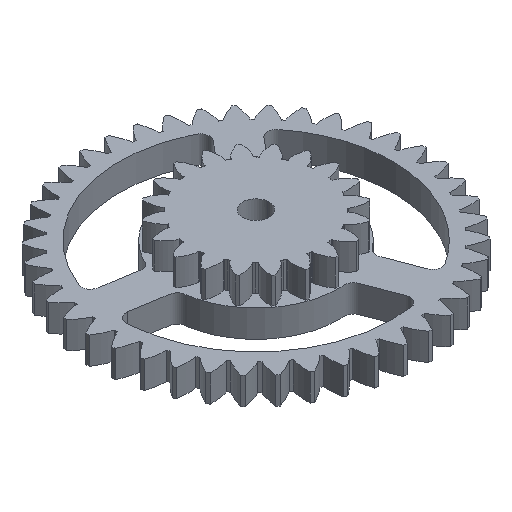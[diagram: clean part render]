
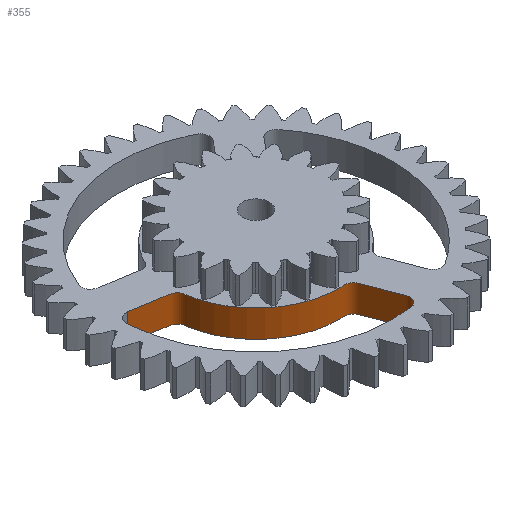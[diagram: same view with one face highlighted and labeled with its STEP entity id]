
A CAD part, isometric view. The second image highlights one B-rep face of the part: STEP entity #355.
In plain terms, the highlighted free-form (B-spline) face has degree [1, 2] with [2, 15] control points.
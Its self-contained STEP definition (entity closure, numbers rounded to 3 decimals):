
#355=ADVANCED_FACE('',(#687),#5481,.T.);
#687=FACE_OUTER_BOUND('',#1019,.T.);
#1019=EDGE_LOOP('',(#2921,#2922,#2923,#2924));
#2921=ORIENTED_EDGE('',*,*,#3877,.T.);
#2922=ORIENTED_EDGE('',*,*,#3866,.F.);
#2923=ORIENTED_EDGE('',*,*,#3867,.F.);
#2924=ORIENTED_EDGE('',*,*,#3865,.T.);
#3865=EDGE_CURVE('',#5461,#5469,#3891,.T.);
#3866=EDGE_CURVE('',#5462,#5470,#3892,.T.);
#3867=EDGE_CURVE('',#5461,#5462,#4831,.T.);
#3877=EDGE_CURVE('',#5469,#5470,#4835,.T.);
#3891=(
BOUNDED_CURVE()
B_SPLINE_CURVE(3,(#11985,#11986,#11987,#11988,#11989,#11990,#11991,#11992,
#11993,#11994,#11995,#11996,#11997,#11998,#11999,#12000,#12001,#12002,#12003,
#12004,#12005,#12006),.UNSPECIFIED.,.F.,.F.)
B_SPLINE_CURVE_WITH_KNOTS((4,3,3,3,3,3,3,4),(0.,4.081,5.353,
19.12,20.392,24.473,25.365,26.258),
 .UNSPECIFIED.)
CURVE()
GEOMETRIC_REPRESENTATION_ITEM()
RATIONAL_B_SPLINE_CURVE((1.,1.,1.,1.,0.87,0.87,
1.,0.822,0.822,1.,0.87,0.87,
1.,1.,1.,1.,0.935,0.935,1.,0.935,0.935,
1.))
REPRESENTATION_ITEM('')
);
#3892=(
BOUNDED_CURVE()
B_SPLINE_CURVE(3,(#12007,#12008,#12009,#12010,#12011,#12012,#12013,#12014,
#12015,#12016,#12017,#12018,#12019,#12020,#12021,#12022,#12023,#12024,#12025,
#12026,#12027,#12028),.UNSPECIFIED.,.F.,.F.)
B_SPLINE_CURVE_WITH_KNOTS((4,3,3,3,3,3,3,4),(0.,4.081,5.353,
19.12,20.392,24.473,25.365,26.258),
 .UNSPECIFIED.)
CURVE()
GEOMETRIC_REPRESENTATION_ITEM()
RATIONAL_B_SPLINE_CURVE((1.,1.,1.,1.,0.87,0.87,
1.,0.822,0.822,1.,0.87,0.87,
1.,1.,1.,1.,0.935,0.935,1.,0.935,0.935,
1.))
REPRESENTATION_ITEM('')
);
#4831=B_SPLINE_CURVE_WITH_KNOTS('',1,(#12029,#12030),.UNSPECIFIED.,.F.,
 .F.,(2,2),(6.494,9.494),.UNSPECIFIED.);
#4835=B_SPLINE_CURVE_WITH_KNOTS('',1,(#12111,#12112),.UNSPECIFIED.,.F.,
 .F.,(2,2),(6.494,9.494),.UNSPECIFIED.);
#5461=VERTEX_POINT('',#10151);
#5462=VERTEX_POINT('',#10152);
#5469=VERTEX_POINT('',#10159);
#5470=VERTEX_POINT('',#10160);
#5481=(
BOUNDED_SURFACE()
B_SPLINE_SURFACE(1,2,((#9755,#9756,#9757,#9758,#9759,#9760,#9761,#9762,
#9763,#9764,#9765,#9766,#9767,#9768,#9769),(#9770,#9771,#9772,#9773,#9774,
#9775,#9776,#9777,#9778,#9779,#9780,#9781,#9782,#9783,#9784)),
 .UNSPECIFIED.,.F.,.F.,.F.)
B_SPLINE_SURFACE_WITH_KNOTS((2,2),(3,2,2,2,2,2,2,3),(0.,20.183),
(176.971,177.863,178.756,182.837,184.109,
197.879,199.151,203.232),.UNSPECIFIED.)
GEOMETRIC_REPRESENTATION_ITEM()
RATIONAL_B_SPLINE_SURFACE(((1.,0.902,1.,0.902,1.,
1.,1.,0.804,1.,0.733,1.,0.804,1.,1.,
1.),(1.,0.902,1.,0.902,1.,1.,1.,0.804,
1.,0.733,1.,0.804,1.,1.,1.)))
REPRESENTATION_ITEM('')
SURFACE()
);
#9755=CARTESIAN_POINT('',(277.589,526.09,-133.981));
#9756=CARTESIAN_POINT('',(278.071,526.161,-133.981));
#9757=CARTESIAN_POINT('',(278.319,526.582,-133.981));
#9758=CARTESIAN_POINT('',(278.566,527.003,-133.981));
#9759=CARTESIAN_POINT('',(278.393,527.459,-133.981));
#9760=CARTESIAN_POINT('',(277.658,529.406,-133.981));
#9761=CARTESIAN_POINT('',(276.922,531.353,-133.981));
#9762=CARTESIAN_POINT('',(276.656,532.058,-133.981));
#9763=CARTESIAN_POINT('',(275.904,532.011,-133.981));
#9764=CARTESIAN_POINT('',(267.207,531.466,-133.981));
#9765=CARTESIAN_POINT('',(266.024,540.1,-133.981));
#9766=CARTESIAN_POINT('',(265.921,540.846,-133.981));
#9767=CARTESIAN_POINT('',(265.178,540.968,-133.981));
#9768=CARTESIAN_POINT('',(263.124,541.305,-133.981));
#9769=CARTESIAN_POINT('',(261.07,541.641,-133.981));
#9770=CARTESIAN_POINT('',(277.589,526.09,-113.394));
#9771=CARTESIAN_POINT('',(278.071,526.161,-113.394));
#9772=CARTESIAN_POINT('',(278.319,526.582,-113.394));
#9773=CARTESIAN_POINT('',(278.566,527.003,-113.394));
#9774=CARTESIAN_POINT('',(278.393,527.459,-113.394));
#9775=CARTESIAN_POINT('',(277.658,529.406,-113.394));
#9776=CARTESIAN_POINT('',(276.922,531.353,-113.394));
#9777=CARTESIAN_POINT('',(276.656,532.058,-113.394));
#9778=CARTESIAN_POINT('',(275.904,532.011,-113.394));
#9779=CARTESIAN_POINT('',(267.207,531.466,-113.394));
#9780=CARTESIAN_POINT('',(266.024,540.1,-113.394));
#9781=CARTESIAN_POINT('',(265.921,540.846,-113.394));
#9782=CARTESIAN_POINT('',(265.178,540.968,-113.394));
#9783=CARTESIAN_POINT('',(263.124,541.305,-113.394));
#9784=CARTESIAN_POINT('',(261.07,541.641,-113.394));
#10151=CARTESIAN_POINT('',(261.07,541.641,-127.357));
#10152=CARTESIAN_POINT('',(261.07,541.641,-124.297));
#10159=CARTESIAN_POINT('',(277.589,526.09,-127.357));
#10160=CARTESIAN_POINT('',(277.589,526.09,-124.297));
#11985=CARTESIAN_POINT('',(261.07,541.641,-127.357));
#11986=CARTESIAN_POINT('',(262.44,541.417,-127.357));
#11987=CARTESIAN_POINT('',(263.809,541.193,-127.357));
#11988=CARTESIAN_POINT('',(265.178,540.968,-127.357));
#11989=CARTESIAN_POINT('',(265.637,540.893,-127.357));
#11990=CARTESIAN_POINT('',(265.961,540.56,-127.357));
#11991=CARTESIAN_POINT('',(266.024,540.1,-127.357));
#11992=CARTESIAN_POINT('',(266.727,534.968,-127.357));
#11993=CARTESIAN_POINT('',(270.735,531.687,-127.357));
#11994=CARTESIAN_POINT('',(275.904,532.011,-127.357));
#11995=CARTESIAN_POINT('',(276.368,532.04,-127.357));
#11996=CARTESIAN_POINT('',(276.758,531.788,-127.357));
#11997=CARTESIAN_POINT('',(276.922,531.353,-127.357));
#11998=CARTESIAN_POINT('',(277.413,530.055,-127.357));
#11999=CARTESIAN_POINT('',(277.903,528.757,-127.357));
#12000=CARTESIAN_POINT('',(278.393,527.459,-127.357));
#12001=CARTESIAN_POINT('',(278.504,527.165,-127.357));
#12002=CARTESIAN_POINT('',(278.478,526.853,-127.357));
#12003=CARTESIAN_POINT('',(278.319,526.582,-127.357));
#12004=CARTESIAN_POINT('',(278.16,526.311,-127.357));
#12005=CARTESIAN_POINT('',(277.899,526.136,-127.357));
#12006=CARTESIAN_POINT('',(277.589,526.09,-127.357));
#12007=CARTESIAN_POINT('',(261.07,541.641,-124.297));
#12008=CARTESIAN_POINT('',(262.44,541.417,-124.297));
#12009=CARTESIAN_POINT('',(263.809,541.193,-124.297));
#12010=CARTESIAN_POINT('',(265.178,540.968,-124.297));
#12011=CARTESIAN_POINT('',(265.637,540.893,-124.297));
#12012=CARTESIAN_POINT('',(265.961,540.56,-124.297));
#12013=CARTESIAN_POINT('',(266.024,540.1,-124.297));
#12014=CARTESIAN_POINT('',(266.727,534.968,-124.297));
#12015=CARTESIAN_POINT('',(270.735,531.687,-124.297));
#12016=CARTESIAN_POINT('',(275.904,532.011,-124.297));
#12017=CARTESIAN_POINT('',(276.368,532.04,-124.297));
#12018=CARTESIAN_POINT('',(276.758,531.788,-124.297));
#12019=CARTESIAN_POINT('',(276.922,531.353,-124.297));
#12020=CARTESIAN_POINT('',(277.413,530.055,-124.297));
#12021=CARTESIAN_POINT('',(277.903,528.757,-124.297));
#12022=CARTESIAN_POINT('',(278.393,527.459,-124.297));
#12023=CARTESIAN_POINT('',(278.504,527.165,-124.297));
#12024=CARTESIAN_POINT('',(278.478,526.853,-124.297));
#12025=CARTESIAN_POINT('',(278.319,526.582,-124.297));
#12026=CARTESIAN_POINT('',(278.16,526.311,-124.297));
#12027=CARTESIAN_POINT('',(277.899,526.136,-124.297));
#12028=CARTESIAN_POINT('',(277.589,526.09,-124.297));
#12029=CARTESIAN_POINT('',(261.07,541.641,-127.357));
#12030=CARTESIAN_POINT('',(261.07,541.641,-124.297));
#12111=CARTESIAN_POINT('',(277.589,526.09,-127.357));
#12112=CARTESIAN_POINT('',(277.589,526.09,-124.297));
